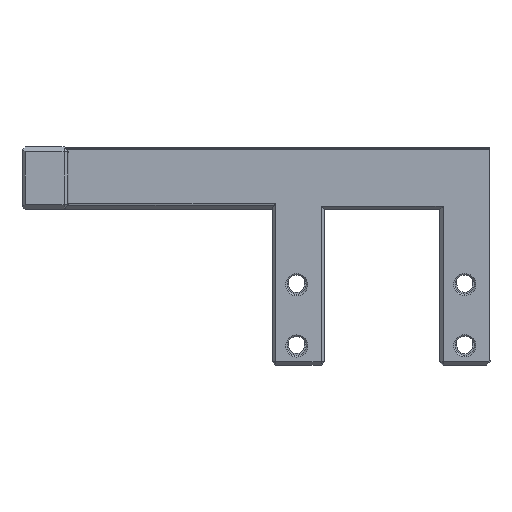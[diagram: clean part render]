
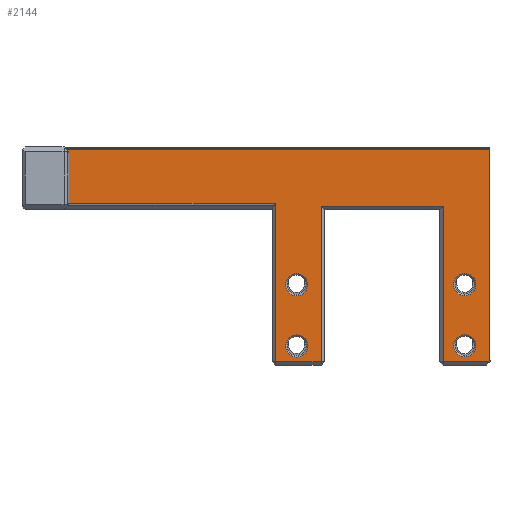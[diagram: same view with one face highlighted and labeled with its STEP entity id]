
A CAD part, top view. The second image highlights one B-rep face of the part: STEP entity #2144.
In plain terms, the highlighted planar face has unit normal (0, 0, 1).
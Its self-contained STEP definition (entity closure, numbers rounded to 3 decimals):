
#141=CIRCLE('',#2313,3.55);
#142=CIRCLE('',#2314,3.55);
#143=CIRCLE('',#2315,3.55);
#144=CIRCLE('',#2316,3.55);
#145=CIRCLE('',#2317,1.);
#315=ORIENTED_EDGE('',*,*,#907,.T.);
#316=ORIENTED_EDGE('',*,*,#908,.T.);
#317=ORIENTED_EDGE('',*,*,#909,.T.);
#318=ORIENTED_EDGE('',*,*,#910,.T.);
#319=ORIENTED_EDGE('',*,*,#911,.T.);
#320=ORIENTED_EDGE('',*,*,#912,.T.);
#321=ORIENTED_EDGE('',*,*,#913,.T.);
#322=ORIENTED_EDGE('',*,*,#914,.T.);
#323=ORIENTED_EDGE('',*,*,#915,.T.);
#324=ORIENTED_EDGE('',*,*,#916,.T.);
#325=ORIENTED_EDGE('',*,*,#917,.T.);
#326=ORIENTED_EDGE('',*,*,#918,.T.);
#327=ORIENTED_EDGE('',*,*,#919,.T.);
#328=ORIENTED_EDGE('',*,*,#920,.T.);
#329=ORIENTED_EDGE('',*,*,#921,.T.);
#330=ORIENTED_EDGE('',*,*,#922,.T.);
#331=ORIENTED_EDGE('',*,*,#923,.F.);
#907=EDGE_CURVE('',#1204,#1204,#141,.T.);
#908=EDGE_CURVE('',#1205,#1205,#142,.T.);
#909=EDGE_CURVE('',#1206,#1206,#143,.T.);
#910=EDGE_CURVE('',#1207,#1207,#144,.T.);
#911=EDGE_CURVE('',#1208,#1209,#1392,.T.);
#912=EDGE_CURVE('',#1209,#1210,#1393,.T.);
#913=EDGE_CURVE('',#1210,#1211,#1394,.F.);
#914=EDGE_CURVE('',#1211,#1212,#145,.T.);
#915=EDGE_CURVE('',#1212,#1213,#1395,.T.);
#916=EDGE_CURVE('',#1213,#1214,#1396,.F.);
#917=EDGE_CURVE('',#1214,#1215,#1397,.T.);
#918=EDGE_CURVE('',#1215,#1216,#1398,.T.);
#919=EDGE_CURVE('',#1216,#1217,#1399,.T.);
#920=EDGE_CURVE('',#1217,#1218,#1400,.T.);
#921=EDGE_CURVE('',#1218,#1219,#1401,.T.);
#922=EDGE_CURVE('',#1219,#1220,#1402,.T.);
#923=EDGE_CURVE('',#1208,#1220,#1403,.T.);
#1204=VERTEX_POINT('',#3367);
#1205=VERTEX_POINT('',#3369);
#1206=VERTEX_POINT('',#3371);
#1207=VERTEX_POINT('',#3373);
#1208=VERTEX_POINT('',#3375);
#1209=VERTEX_POINT('',#3376);
#1210=VERTEX_POINT('',#3378);
#1211=VERTEX_POINT('',#3380);
#1212=VERTEX_POINT('',#3382);
#1213=VERTEX_POINT('',#3384);
#1214=VERTEX_POINT('',#3386);
#1215=VERTEX_POINT('',#3388);
#1216=VERTEX_POINT('',#3390);
#1217=VERTEX_POINT('',#3392);
#1218=VERTEX_POINT('',#3394);
#1219=VERTEX_POINT('',#3396);
#1220=VERTEX_POINT('',#3398);
#1392=LINE('',#3374,#1582);
#1393=LINE('',#3377,#1583);
#1394=LINE('',#3379,#1584);
#1395=LINE('',#3383,#1585);
#1396=LINE('',#3385,#1586);
#1397=LINE('',#3387,#1587);
#1398=LINE('',#3389,#1588);
#1399=LINE('',#3391,#1589);
#1400=LINE('',#3393,#1590);
#1401=LINE('',#3395,#1591);
#1402=LINE('',#3397,#1592);
#1403=LINE('',#3399,#1593);
#1582=VECTOR('',#2648,1000.);
#1583=VECTOR('',#2649,1000.);
#1584=VECTOR('',#2650,1000.);
#1585=VECTOR('',#2653,1000.);
#1586=VECTOR('',#2654,1000.);
#1587=VECTOR('',#2655,1000.);
#1588=VECTOR('',#2656,1000.);
#1589=VECTOR('',#2657,1000.);
#1590=VECTOR('',#2658,1000.);
#1591=VECTOR('',#2659,1000.);
#1592=VECTOR('',#2660,1000.);
#1593=VECTOR('',#2661,1000.);
#1746=EDGE_LOOP('',(#315));
#1747=EDGE_LOOP('',(#316));
#1748=EDGE_LOOP('',(#317));
#1749=EDGE_LOOP('',(#318));
#1750=EDGE_LOOP('',(#319,#320,#321,#322,#323,#324,#325,#326,#327,#328,#329,
#330,#331));
#1908=FACE_BOUND('',#1746,.T.);
#1909=FACE_BOUND('',#1747,.T.);
#1910=FACE_BOUND('',#1748,.T.);
#1911=FACE_BOUND('',#1749,.T.);
#1912=FACE_BOUND('',#1750,.T.);
#2058=PLANE('',#2312);
#2144=ADVANCED_FACE('',(#1908,#1909,#1910,#1911,#1912),#2058,.F.);
#2312=AXIS2_PLACEMENT_3D('',#3365,#2638,#2639);
#2313=AXIS2_PLACEMENT_3D('',#3366,#2640,#2641);
#2314=AXIS2_PLACEMENT_3D('',#3368,#2642,#2643);
#2315=AXIS2_PLACEMENT_3D('',#3370,#2644,#2645);
#2316=AXIS2_PLACEMENT_3D('',#3372,#2646,#2647);
#2317=AXIS2_PLACEMENT_3D('',#3381,#2651,#2652);
#2638=DIRECTION('',(0.,0.,-1.));
#2639=DIRECTION('',(0.,1.,0.));
#2640=DIRECTION('',(0.,0.,-1.));
#2641=DIRECTION('',(0.,1.,0.));
#2642=DIRECTION('',(0.,0.,-1.));
#2643=DIRECTION('',(0.,1.,0.));
#2644=DIRECTION('',(0.,0.,-1.));
#2645=DIRECTION('',(0.,1.,0.));
#2646=DIRECTION('',(0.,0.,-1.));
#2647=DIRECTION('',(0.,1.,0.));
#2648=DIRECTION('',(0.,1.,0.));
#2649=DIRECTION('',(-1.,0.,0.));
#2650=DIRECTION('',(-0.707,0.707,0.));
#2651=DIRECTION('',(0.,0.,-1.));
#2652=DIRECTION('',(0.,1.,0.));
#2653=DIRECTION('',(0.,-1.,0.));
#2654=DIRECTION('',(-1.,0.,0.));
#2655=DIRECTION('',(0.,-1.,0.));
#2656=DIRECTION('',(1.,0.,0.));
#2657=DIRECTION('',(0.,1.,0.));
#2658=DIRECTION('',(1.,0.,0.));
#2659=DIRECTION('',(0.,-1.,0.));
#2660=DIRECTION('',(1.,0.,0.));
#2661=DIRECTION('',(0.,-1.,0.));
#3365=CARTESIAN_POINT('',(-15.,-20.,0.));
#3366=CARTESIAN_POINT('',(112.218,-44.142,0.));
#3367=CARTESIAN_POINT('',(112.218,-40.592,0.));
#3368=CARTESIAN_POINT('',(112.248,-63.8,0.));
#3369=CARTESIAN_POINT('',(112.248,-60.25,0.));
#3370=CARTESIAN_POINT('',(58.22,-63.894,0.));
#3371=CARTESIAN_POINT('',(58.22,-60.344,0.));
#3372=CARTESIAN_POINT('',(58.216,-44.205,0.));
#3373=CARTESIAN_POINT('',(58.216,-40.655,0.));
#3374=CARTESIAN_POINT('',(120.339,-20.,0.));
#3375=CARTESIAN_POINT('',(120.339,-20.,0.));
#3376=CARTESIAN_POINT('',(120.339,-0.707,0.));
#3377=CARTESIAN_POINT('',(-16.,-0.707,0.));
#3378=CARTESIAN_POINT('',(-15.793,-0.707,0.));
#3379=CARTESIAN_POINT('',(-5.75,-10.75,0.));
#3380=CARTESIAN_POINT('',(-15.293,-1.207,0.));
#3381=CARTESIAN_POINT('',(-16.,-1.914,0.));
#3382=CARTESIAN_POINT('',(-15.,-1.914,0.));
#3383=CARTESIAN_POINT('',(-15.,-10.,0.));
#3384=CARTESIAN_POINT('',(-15.,-18.086,0.));
#3385=CARTESIAN_POINT('',(50.339,-18.086,0.));
#3386=CARTESIAN_POINT('',(51.339,-18.086,0.));
#3387=CARTESIAN_POINT('',(51.339,-70.,0.));
#3388=CARTESIAN_POINT('',(51.339,-69.,0.));
#3389=CARTESIAN_POINT('',(67.105,-69.,0.));
#3390=CARTESIAN_POINT('',(66.105,-69.,0.));
#3391=CARTESIAN_POINT('',(66.105,-20.,0.));
#3392=CARTESIAN_POINT('',(66.105,-19.,0.));
#3393=CARTESIAN_POINT('',(-15.,-19.,0.));
#3394=CARTESIAN_POINT('',(105.259,-19.,0.));
#3395=CARTESIAN_POINT('',(105.259,-20.,0.));
#3396=CARTESIAN_POINT('',(105.259,-69.,0.));
#3397=CARTESIAN_POINT('',(120.339,-69.,0.));
#3398=CARTESIAN_POINT('',(120.339,-69.,0.));
#3399=CARTESIAN_POINT('',(120.339,-45.,0.));
